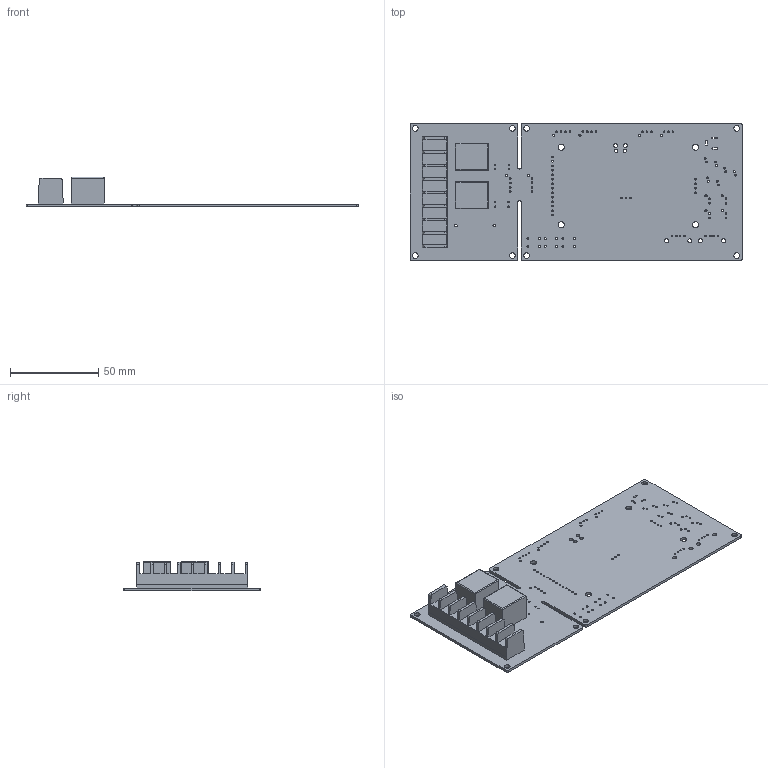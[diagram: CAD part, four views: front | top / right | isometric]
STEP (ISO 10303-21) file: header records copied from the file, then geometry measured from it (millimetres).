
FILE_DESCRIPTION(('KiCad electronic assembly'),'2;1');
FILE_NAME('hydroponics.step','2025-02-16T10:52:10',('Pcbnew'),('Kicad'), 'Open CASCADE STEP processor 7.8','KiCad to STEP converter','Unknown' );
FILE_SCHEMA(('AUTOMOTIVE_DESIGN { 1 0 10303 214 1 1 1 1 }'));
Length unit declared in the file: millimetre
Products named in the file (4): hydroponics 1; 943-1C-12DS; ML-40-S1AXF-6P; hydroponics_PCB
Assembly tree (4 placements, depth 2):
  hydroponics 1
    943-1C-12DS  x2
    ML-40-S1AXF-6P
    hydroponics_PCB
Bounding box: 188 x 78 x 16.8 mm (x, y, z)
Volume: 38411.2 mm3; surface area: 38327.8 mm2
Topology: 4 solids, 4 shells, 280 faces, 808 edges, 536 vertices
Faces by surface type: cylinder 189, plane 91
Full cylindrical faces by diameter (mm): 0.8 x8, 0.9 x18, 0.92 x8, 0.95 x22, 1 x23, 1.1 x12, 1.2 x10, 1.5 x12, 1.85 x2, 2.2 x2, 2.3 x4, 3.2 x8, 3.5 x6
Entity records: 9844 total; most frequent: DIRECTION 1696, CARTESIAN_POINT 1599, ORIENTED_EDGE 1576, EDGE_CURVE 788, AXIS2_PLACEMENT_3D 637, FACE_BOUND 558, EDGE_LOOP 558, VERTEX_POINT 524
